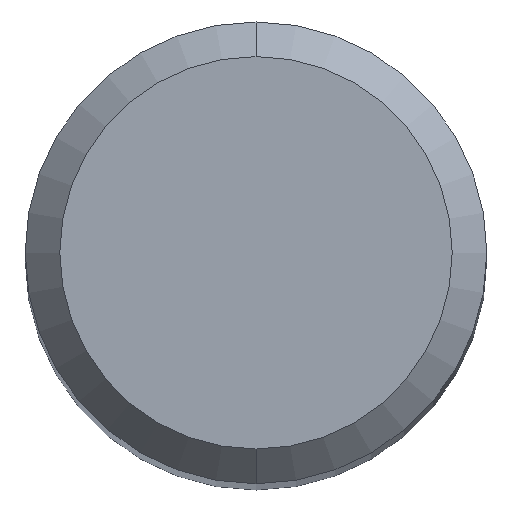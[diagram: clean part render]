
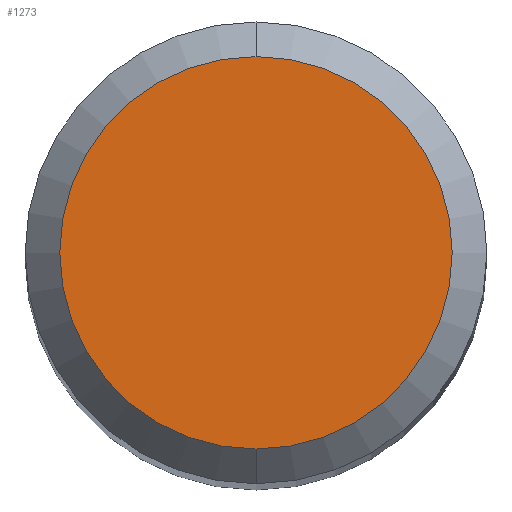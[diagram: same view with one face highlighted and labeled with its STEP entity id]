
A CAD part, top view. The second image highlights one B-rep face of the part: STEP entity #1273.
In plain terms, the highlighted planar face has unit normal (0, 0, 1).
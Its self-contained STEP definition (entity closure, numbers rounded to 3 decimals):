
#799=VERTEX_POINT('',#1681);
#1031=EDGE_CURVE('',#1229,#799,#1937,.T.);
#1083=EDGE_CURVE('',#799,#1229,#1993,.T.);
#1229=VERTEX_POINT('',#2148);
#1273=ADVANCED_FACE('',(#2196),#2197,.T.);
#1681=CARTESIAN_POINT('',(0.0,1.7,0.0));
#1937=CIRCLE('',#4920,1.7);
#1993=CIRCLE('',#5052,1.7);
#2148=CARTESIAN_POINT('',(0.,-1.7,0.0));
#2196=FACE_OUTER_BOUND('',#6211,.T.);
#2197=PLANE('',#6212);
#4920=AXIS2_PLACEMENT_3D('',#6938,#6939,#6940);
#5052=AXIS2_PLACEMENT_3D('',#6987,#6988,#6989);
#6211=EDGE_LOOP('',(#7162,#7163));
#6212=AXIS2_PLACEMENT_3D('',#7164,#7165,#7166);
#6938=CARTESIAN_POINT('',(0.0,0.0,0.0));
#6939=DIRECTION('',(0.0,0.0,-1.0));
#6940=DIRECTION('',(0.0,1.0,0.0));
#6987=CARTESIAN_POINT('',(0.0,0.0,0.0));
#6988=DIRECTION('',(0.0,0.0,-1.0));
#6989=DIRECTION('',(0.0,1.0,0.0));
#7162=ORIENTED_EDGE('',*,*,#1083,.F.);
#7163=ORIENTED_EDGE('',*,*,#1031,.F.);
#7164=CARTESIAN_POINT('',(0.0,0.85,0.0));
#7165=DIRECTION('',(-0.0,0.0,1.0));
#7166=DIRECTION('',(0.0,-1.0,0.0));
